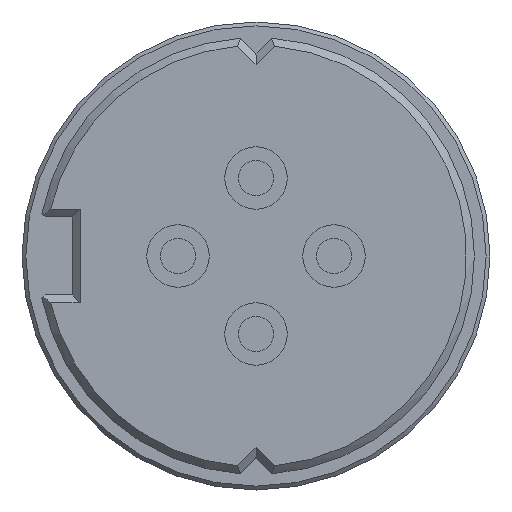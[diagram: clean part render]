
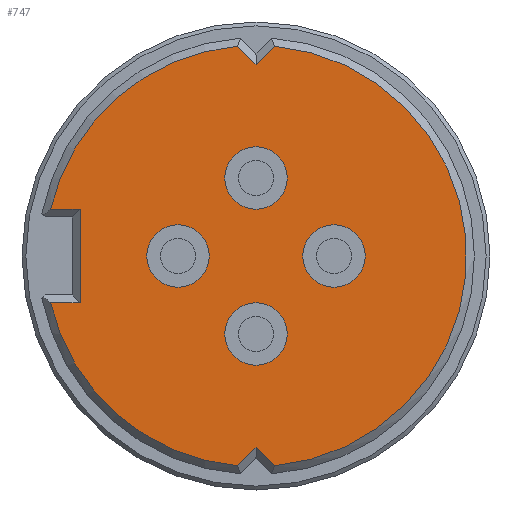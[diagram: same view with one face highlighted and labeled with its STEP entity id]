
A CAD part, front view. The second image highlights one B-rep face of the part: STEP entity #747.
In plain terms, the highlighted planar face has unit normal (0, -1, 0).
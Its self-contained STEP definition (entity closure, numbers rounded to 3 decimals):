
#474 = VERTEX_POINT('',#475);
#475 = CARTESIAN_POINT('',(-2.632,-1.2,0.6));
#485 = VERTEX_POINT('',#486);
#486 = CARTESIAN_POINT('',(-2.255,-1.2,0.6));
#492 = EDGE_CURVE('',#474,#485,#493,.T.);
#493 = LINE('',#494,#495);
#494 = CARTESIAN_POINT('',(-2.755,-1.2,0.6));
#495 = VECTOR('',#496,1.);
#496 = DIRECTION('',(1.,0.,0.));
#509 = EDGE_CURVE('',#510,#474,#512,.T.);
#510 = VERTEX_POINT('',#511);
#511 = CARTESIAN_POINT('',(-0.238,-1.2,2.689));
#512 = CIRCLE('',#513,2.7);
#513 = AXIS2_PLACEMENT_3D('',#514,#515,#516);
#514 = CARTESIAN_POINT('',(0.,-1.2,0.));
#515 = DIRECTION('',(0.,-1.,0.));
#516 = DIRECTION('',(-0.071,0.,
    0.997));
#534 = VERTEX_POINT('',#535);
#535 = CARTESIAN_POINT('',(-2.255,-1.2,-0.6));
#543 = EDGE_CURVE('',#534,#485,#544,.T.);
#544 = LINE('',#545,#546);
#545 = CARTESIAN_POINT('',(-2.255,-1.2,-0.5));
#546 = VECTOR('',#547,1.);
#547 = DIRECTION('',(0.,0.,1.));
#560 = VERTEX_POINT('',#561);
#561 = CARTESIAN_POINT('',(-2.632,-1.2,-0.6));
#568 = EDGE_CURVE('',#534,#560,#569,.T.);
#569 = LINE('',#570,#571);
#570 = CARTESIAN_POINT('',(-2.355,-1.2,-0.6));
#571 = VECTOR('',#572,1.);
#572 = DIRECTION('',(-1.,0.,0.));
#586 = VERTEX_POINT('',#587);
#587 = CARTESIAN_POINT('',(0.,-1.2,2.451));
#593 = EDGE_CURVE('',#510,#586,#594,.T.);
#594 = LINE('',#595,#596);
#595 = CARTESIAN_POINT('',(-0.271,-1.2,2.722));
#596 = VECTOR('',#597,1.);
#597 = DIRECTION('',(0.707,0.,-0.707));
#611 = VERTEX_POINT('',#612);
#612 = CARTESIAN_POINT('',(-0.238,-1.2,-2.689));
#619 = EDGE_CURVE('',#560,#611,#620,.T.);
#620 = CIRCLE('',#621,2.7);
#621 = AXIS2_PLACEMENT_3D('',#622,#623,#624);
#622 = CARTESIAN_POINT('',(0.,-1.2,0.));
#623 = DIRECTION('',(0.,-1.,0.));
#624 = DIRECTION('',(-0.984,0.,-0.179
    ));
#635 = VERTEX_POINT('',#636);
#636 = CARTESIAN_POINT('',(0.238,-1.2,2.689));
#645 = EDGE_CURVE('',#635,#586,#646,.T.);
#646 = LINE('',#647,#648);
#647 = CARTESIAN_POINT('',(0.271,-1.2,2.722));
#648 = VECTOR('',#649,1.);
#649 = DIRECTION('',(-0.707,-0.,-0.707));
#660 = VERTEX_POINT('',#661);
#661 = CARTESIAN_POINT('',(0.238,-1.2,-2.689));
#670 = EDGE_CURVE('',#660,#635,#671,.T.);
#671 = CIRCLE('',#672,2.7);
#672 = AXIS2_PLACEMENT_3D('',#673,#674,#675);
#673 = CARTESIAN_POINT('',(0.,-1.2,0.));
#674 = DIRECTION('',(0.,-1.,0.));
#675 = DIRECTION('',(0.071,0.,
    -0.997));
#688 = VERTEX_POINT('',#689);
#689 = CARTESIAN_POINT('',(0.,-1.2,-2.451));
#695 = EDGE_CURVE('',#611,#688,#696,.T.);
#696 = LINE('',#697,#698);
#697 = CARTESIAN_POINT('',(-0.271,-1.2,-2.722));
#698 = VECTOR('',#699,1.);
#699 = DIRECTION('',(0.707,0.,0.707));
#712 = EDGE_CURVE('',#660,#688,#713,.T.);
#713 = LINE('',#714,#715);
#714 = CARTESIAN_POINT('',(0.271,-1.2,-2.722));
#715 = VECTOR('',#716,1.);
#716 = DIRECTION('',(-0.707,0.,0.707));
#747 = ADVANCED_FACE('',(#748,#760,#771,#782,#793),#804,.F.);
#748 = FACE_BOUND('',#749,.F.);
#749 = EDGE_LOOP('',(#750,#751,#752,#753,#754,#755,#756,#757,#758,#759)
  );
#750 = ORIENTED_EDGE('',*,*,#645,.F.);
#751 = ORIENTED_EDGE('',*,*,#670,.F.);
#752 = ORIENTED_EDGE('',*,*,#712,.T.);
#753 = ORIENTED_EDGE('',*,*,#695,.F.);
#754 = ORIENTED_EDGE('',*,*,#619,.F.);
#755 = ORIENTED_EDGE('',*,*,#568,.F.);
#756 = ORIENTED_EDGE('',*,*,#543,.T.);
#757 = ORIENTED_EDGE('',*,*,#492,.F.);
#758 = ORIENTED_EDGE('',*,*,#509,.F.);
#759 = ORIENTED_EDGE('',*,*,#593,.T.);
#760 = FACE_BOUND('',#761,.F.);
#761 = EDGE_LOOP('',(#762));
#762 = ORIENTED_EDGE('',*,*,#763,.T.);
#763 = EDGE_CURVE('',#764,#764,#766,.T.);
#764 = VERTEX_POINT('',#765);
#765 = CARTESIAN_POINT('',(-0.6,-1.2,0.));
#766 = CIRCLE('',#767,0.4);
#767 = AXIS2_PLACEMENT_3D('',#768,#769,#770);
#768 = CARTESIAN_POINT('',(-1.,-1.2,0.));
#769 = DIRECTION('',(0.,-1.,0.));
#770 = DIRECTION('',(1.,0.,0.));
#771 = FACE_BOUND('',#772,.F.);
#772 = EDGE_LOOP('',(#773));
#773 = ORIENTED_EDGE('',*,*,#774,.T.);
#774 = EDGE_CURVE('',#775,#775,#777,.T.);
#775 = VERTEX_POINT('',#776);
#776 = CARTESIAN_POINT('',(0.4,-1.2,1.));
#777 = CIRCLE('',#778,0.4);
#778 = AXIS2_PLACEMENT_3D('',#779,#780,#781);
#779 = CARTESIAN_POINT('',(0.,-1.2,1.));
#780 = DIRECTION('',(0.,-1.,0.));
#781 = DIRECTION('',(1.,0.,0.));
#782 = FACE_BOUND('',#783,.F.);
#783 = EDGE_LOOP('',(#784));
#784 = ORIENTED_EDGE('',*,*,#785,.T.);
#785 = EDGE_CURVE('',#786,#786,#788,.T.);
#786 = VERTEX_POINT('',#787);
#787 = CARTESIAN_POINT('',(0.4,-1.2,-1.));
#788 = CIRCLE('',#789,0.4);
#789 = AXIS2_PLACEMENT_3D('',#790,#791,#792);
#790 = CARTESIAN_POINT('',(0.,-1.2,-1.));
#791 = DIRECTION('',(0.,-1.,0.));
#792 = DIRECTION('',(1.,0.,0.));
#793 = FACE_BOUND('',#794,.F.);
#794 = EDGE_LOOP('',(#795));
#795 = ORIENTED_EDGE('',*,*,#796,.T.);
#796 = EDGE_CURVE('',#797,#797,#799,.T.);
#797 = VERTEX_POINT('',#798);
#798 = CARTESIAN_POINT('',(1.4,-1.2,0.));
#799 = CIRCLE('',#800,0.4);
#800 = AXIS2_PLACEMENT_3D('',#801,#802,#803);
#801 = CARTESIAN_POINT('',(1.,-1.2,0.));
#802 = DIRECTION('',(0.,-1.,0.));
#803 = DIRECTION('',(1.,0.,0.));
#804 = PLANE('',#805);
#805 = AXIS2_PLACEMENT_3D('',#806,#807,#808);
#806 = CARTESIAN_POINT('',(-0.12,-1.2,0.));
#807 = DIRECTION('',(0.,1.,0.));
#808 = DIRECTION('',(0.,0.,1.));
